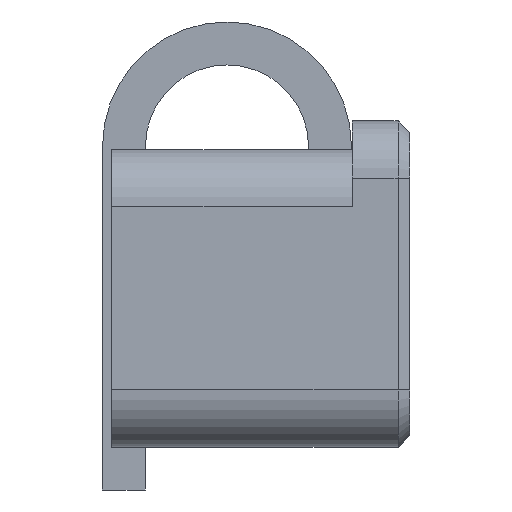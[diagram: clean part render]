
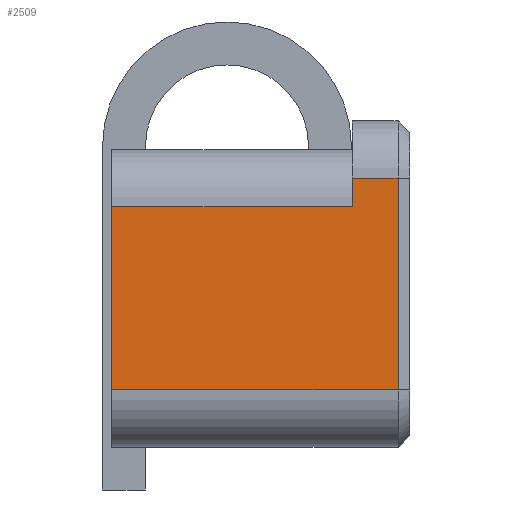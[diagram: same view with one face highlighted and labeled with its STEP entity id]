
A CAD part, front view. The second image highlights one B-rep face of the part: STEP entity #2509.
In plain terms, the highlighted planar face has unit normal (0, -1, 0).
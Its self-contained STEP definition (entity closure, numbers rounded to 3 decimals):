
#273 = PLANE('',#274);
#274 = AXIS2_PLACEMENT_3D('',#275,#276,#277);
#275 = CARTESIAN_POINT('',(114.327,-32.823,
    -69.106));
#276 = DIRECTION('',(0.707,-0.707,0.));
#277 = DIRECTION('',(0.,0.,-1.));
#1034 = VERTEX_POINT('',#1035);
#1035 = CARTESIAN_POINT('',(114.127,-33.023,
    -68.106));
#1050 = CYLINDRICAL_SURFACE('',#1051,2.);
#1051 = AXIS2_PLACEMENT_3D('',#1052,#1053,#1054);
#1052 = CARTESIAN_POINT('',(113.027,-31.023,
    -68.106));
#1053 = DIRECTION('',(1.,0.,0.));
#1054 = DIRECTION('',(0.,-0.707,0.707));
#1088 = EDGE_CURVE('',#1034,#1089,#1091,.T.);
#1089 = VERTEX_POINT('',#1090);
#1090 = CARTESIAN_POINT('',(114.127,-33.023,
    -75.506));
#1091 = SURFACE_CURVE('',#1092,(#1096,#1103),.PCURVE_S1.);
#1092 = LINE('',#1093,#1094);
#1093 = CARTESIAN_POINT('',(114.127,-33.023,
    -69.106));
#1094 = VECTOR('',#1095,1.);
#1095 = DIRECTION('',(0.,0.,-1.));
#1096 = PCURVE('',#273,#1097);
#1097 = DEFINITIONAL_REPRESENTATION('',(#1098),#1102);
#1098 = LINE('',#1099,#1100);
#1099 = CARTESIAN_POINT('',(-0.,-0.283));
#1100 = VECTOR('',#1101,1.);
#1101 = DIRECTION('',(1.,0.));
#1102 = ( GEOMETRIC_REPRESENTATION_CONTEXT(2) 
PARAMETRIC_REPRESENTATION_CONTEXT() REPRESENTATION_CONTEXT('2D SPACE',''
  ) );
#1103 = PCURVE('',#1104,#1109);
#1104 = PLANE('',#1105);
#1105 = AXIS2_PLACEMENT_3D('',#1106,#1107,#1108);
#1106 = CARTESIAN_POINT('',(112.527,-33.023,
    -69.106));
#1107 = DIRECTION('',(0.,-1.,0.));
#1108 = DIRECTION('',(1.,0.,0.));
#1109 = DEFINITIONAL_REPRESENTATION('',(#1110),#1114);
#1110 = LINE('',#1111,#1112);
#1111 = CARTESIAN_POINT('',(1.6,0.));
#1112 = VECTOR('',#1113,1.);
#1113 = DIRECTION('',(0.,-1.));
#1114 = ( GEOMETRIC_REPRESENTATION_CONTEXT(2) 
PARAMETRIC_REPRESENTATION_CONTEXT() REPRESENTATION_CONTEXT('2D SPACE',''
  ) );
#1159 = CYLINDRICAL_SURFACE('',#1160,2.);
#1160 = AXIS2_PLACEMENT_3D('',#1161,#1162,#1163);
#1161 = CARTESIAN_POINT('',(113.527,-31.023,
    -75.506));
#1162 = DIRECTION('',(1.,0.,0.));
#1163 = DIRECTION('',(0.,-0.707,-0.707
    ));
#1887 = PLANE('',#1888);
#1888 = AXIS2_PLACEMENT_3D('',#1889,#1890,#1891);
#1889 = CARTESIAN_POINT('',(112.527,-17.023,
    -69.881));
#1890 = DIRECTION('',(-1.,0.,0.));
#1891 = DIRECTION('',(0.,0.,-1.));
#2120 = PLANE('',#2121);
#2121 = AXIS2_PLACEMENT_3D('',#2122,#2123,#2124);
#2122 = CARTESIAN_POINT('',(104.127,-17.023,
    -77.506));
#2123 = DIRECTION('',(-1.,0.,0.));
#2124 = DIRECTION('',(0.,0.,1.));
#2462 = VERTEX_POINT('',#2463);
#2463 = CARTESIAN_POINT('',(112.527,-33.023,
    -68.106));
#2489 = EDGE_CURVE('',#2462,#1034,#2490,.T.);
#2490 = SURFACE_CURVE('',#2491,(#2495,#2502),.PCURVE_S1.);
#2491 = LINE('',#2492,#2493);
#2492 = CARTESIAN_POINT('',(113.027,-33.023,
    -68.106));
#2493 = VECTOR('',#2494,1.);
#2494 = DIRECTION('',(1.,0.,0.));
#2495 = PCURVE('',#1050,#2496);
#2496 = DEFINITIONAL_REPRESENTATION('',(#2497),#2501);
#2497 = LINE('',#2498,#2499);
#2498 = CARTESIAN_POINT('',(7.069,0.));
#2499 = VECTOR('',#2500,1.);
#2500 = DIRECTION('',(0.,1.));
#2501 = ( GEOMETRIC_REPRESENTATION_CONTEXT(2) 
PARAMETRIC_REPRESENTATION_CONTEXT() REPRESENTATION_CONTEXT('2D SPACE',''
  ) );
#2502 = PCURVE('',#1104,#2503);
#2503 = DEFINITIONAL_REPRESENTATION('',(#2504),#2508);
#2504 = LINE('',#2505,#2506);
#2505 = CARTESIAN_POINT('',(0.5,1.));
#2506 = VECTOR('',#2507,1.);
#2507 = DIRECTION('',(1.,0.));
#2508 = ( GEOMETRIC_REPRESENTATION_CONTEXT(2) 
PARAMETRIC_REPRESENTATION_CONTEXT() REPRESENTATION_CONTEXT('2D SPACE',''
  ) );
#2509 = ADVANCED_FACE('',(#2510),#1104,.T.);
#2510 = FACE_BOUND('',#2511,.T.);
#2511 = EDGE_LOOP('',(#2512,#2513,#2514,#2537,#2565,#2588));
#2512 = ORIENTED_EDGE('',*,*,#1088,.F.);
#2513 = ORIENTED_EDGE('',*,*,#2489,.F.);
#2514 = ORIENTED_EDGE('',*,*,#2515,.F.);
#2515 = EDGE_CURVE('',#2516,#2462,#2518,.T.);
#2516 = VERTEX_POINT('',#2517);
#2517 = CARTESIAN_POINT('',(112.527,-33.023,
    -69.106));
#2518 = SURFACE_CURVE('',#2519,(#2523,#2530),.PCURVE_S1.);
#2519 = LINE('',#2520,#2521);
#2520 = CARTESIAN_POINT('',(112.527,-33.023,
    -69.106));
#2521 = VECTOR('',#2522,1.);
#2522 = DIRECTION('',(0.,0.,1.));
#2523 = PCURVE('',#1104,#2524);
#2524 = DEFINITIONAL_REPRESENTATION('',(#2525),#2529);
#2525 = LINE('',#2526,#2527);
#2526 = CARTESIAN_POINT('',(0.,0.));
#2527 = VECTOR('',#2528,1.);
#2528 = DIRECTION('',(0.,1.));
#2529 = ( GEOMETRIC_REPRESENTATION_CONTEXT(2) 
PARAMETRIC_REPRESENTATION_CONTEXT() REPRESENTATION_CONTEXT('2D SPACE',''
  ) );
#2530 = PCURVE('',#1887,#2531);
#2531 = DEFINITIONAL_REPRESENTATION('',(#2532),#2536);
#2532 = LINE('',#2533,#2534);
#2533 = CARTESIAN_POINT('',(-0.775,16.));
#2534 = VECTOR('',#2535,1.);
#2535 = DIRECTION('',(-1.,-0.));
#2536 = ( GEOMETRIC_REPRESENTATION_CONTEXT(2) 
PARAMETRIC_REPRESENTATION_CONTEXT() REPRESENTATION_CONTEXT('2D SPACE',''
  ) );
#2537 = ORIENTED_EDGE('',*,*,#2538,.F.);
#2538 = EDGE_CURVE('',#2539,#2516,#2541,.T.);
#2539 = VERTEX_POINT('',#2540);
#2540 = CARTESIAN_POINT('',(104.127,-33.023,
    -69.106));
#2541 = SURFACE_CURVE('',#2542,(#2546,#2553),.PCURVE_S1.);
#2542 = LINE('',#2543,#2544);
#2543 = CARTESIAN_POINT('',(110.527,-33.023,
    -69.106));
#2544 = VECTOR('',#2545,1.);
#2545 = DIRECTION('',(1.,0.,0.));
#2546 = PCURVE('',#1104,#2547);
#2547 = DEFINITIONAL_REPRESENTATION('',(#2548),#2552);
#2548 = LINE('',#2549,#2550);
#2549 = CARTESIAN_POINT('',(-2.,0.));
#2550 = VECTOR('',#2551,1.);
#2551 = DIRECTION('',(1.,0.));
#2552 = ( GEOMETRIC_REPRESENTATION_CONTEXT(2) 
PARAMETRIC_REPRESENTATION_CONTEXT() REPRESENTATION_CONTEXT('2D SPACE',''
  ) );
#2553 = PCURVE('',#2554,#2559);
#2554 = CYLINDRICAL_SURFACE('',#2555,2.);
#2555 = AXIS2_PLACEMENT_3D('',#2556,#2557,#2558);
#2556 = CARTESIAN_POINT('',(110.527,-31.023,
    -69.106));
#2557 = DIRECTION('',(-1.,0.,0.));
#2558 = DIRECTION('',(0.,-0.707,0.707
    ));
#2559 = DEFINITIONAL_REPRESENTATION('',(#2560),#2564);
#2560 = LINE('',#2561,#2562);
#2561 = CARTESIAN_POINT('',(-0.785,0.));
#2562 = VECTOR('',#2563,1.);
#2563 = DIRECTION('',(0.,-1.));
#2564 = ( GEOMETRIC_REPRESENTATION_CONTEXT(2) 
PARAMETRIC_REPRESENTATION_CONTEXT() REPRESENTATION_CONTEXT('2D SPACE',''
  ) );
#2565 = ORIENTED_EDGE('',*,*,#2566,.T.);
#2566 = EDGE_CURVE('',#2539,#2567,#2569,.T.);
#2567 = VERTEX_POINT('',#2568);
#2568 = CARTESIAN_POINT('',(104.127,-33.023,
    -75.506));
#2569 = SURFACE_CURVE('',#2570,(#2574,#2581),.PCURVE_S1.);
#2570 = LINE('',#2571,#2572);
#2571 = CARTESIAN_POINT('',(104.127,-33.023,
    -73.306));
#2572 = VECTOR('',#2573,1.);
#2573 = DIRECTION('',(0.,0.,-1.));
#2574 = PCURVE('',#1104,#2575);
#2575 = DEFINITIONAL_REPRESENTATION('',(#2576),#2580);
#2576 = LINE('',#2577,#2578);
#2577 = CARTESIAN_POINT('',(-8.4,-4.2));
#2578 = VECTOR('',#2579,1.);
#2579 = DIRECTION('',(0.,-1.));
#2580 = ( GEOMETRIC_REPRESENTATION_CONTEXT(2) 
PARAMETRIC_REPRESENTATION_CONTEXT() REPRESENTATION_CONTEXT('2D SPACE',''
  ) );
#2581 = PCURVE('',#2120,#2582);
#2582 = DEFINITIONAL_REPRESENTATION('',(#2583),#2587);
#2583 = LINE('',#2584,#2585);
#2584 = CARTESIAN_POINT('',(4.2,-16.));
#2585 = VECTOR('',#2586,1.);
#2586 = DIRECTION('',(-1.,0.));
#2587 = ( GEOMETRIC_REPRESENTATION_CONTEXT(2) 
PARAMETRIC_REPRESENTATION_CONTEXT() REPRESENTATION_CONTEXT('2D SPACE',''
  ) );
#2588 = ORIENTED_EDGE('',*,*,#2589,.F.);
#2589 = EDGE_CURVE('',#1089,#2567,#2590,.T.);
#2590 = SURFACE_CURVE('',#2591,(#2595,#2602),.PCURVE_S1.);
#2591 = LINE('',#2592,#2593);
#2592 = CARTESIAN_POINT('',(113.527,-33.023,
    -75.506));
#2593 = VECTOR('',#2594,1.);
#2594 = DIRECTION('',(-1.,0.,0.));
#2595 = PCURVE('',#1104,#2596);
#2596 = DEFINITIONAL_REPRESENTATION('',(#2597),#2601);
#2597 = LINE('',#2598,#2599);
#2598 = CARTESIAN_POINT('',(1.,-6.4));
#2599 = VECTOR('',#2600,1.);
#2600 = DIRECTION('',(-1.,0.));
#2601 = ( GEOMETRIC_REPRESENTATION_CONTEXT(2) 
PARAMETRIC_REPRESENTATION_CONTEXT() REPRESENTATION_CONTEXT('2D SPACE',''
  ) );
#2602 = PCURVE('',#1159,#2603);
#2603 = DEFINITIONAL_REPRESENTATION('',(#2604),#2608);
#2604 = LINE('',#2605,#2606);
#2605 = CARTESIAN_POINT('',(5.498,0.));
#2606 = VECTOR('',#2607,1.);
#2607 = DIRECTION('',(0.,-1.));
#2608 = ( GEOMETRIC_REPRESENTATION_CONTEXT(2) 
PARAMETRIC_REPRESENTATION_CONTEXT() REPRESENTATION_CONTEXT('2D SPACE',''
  ) );
